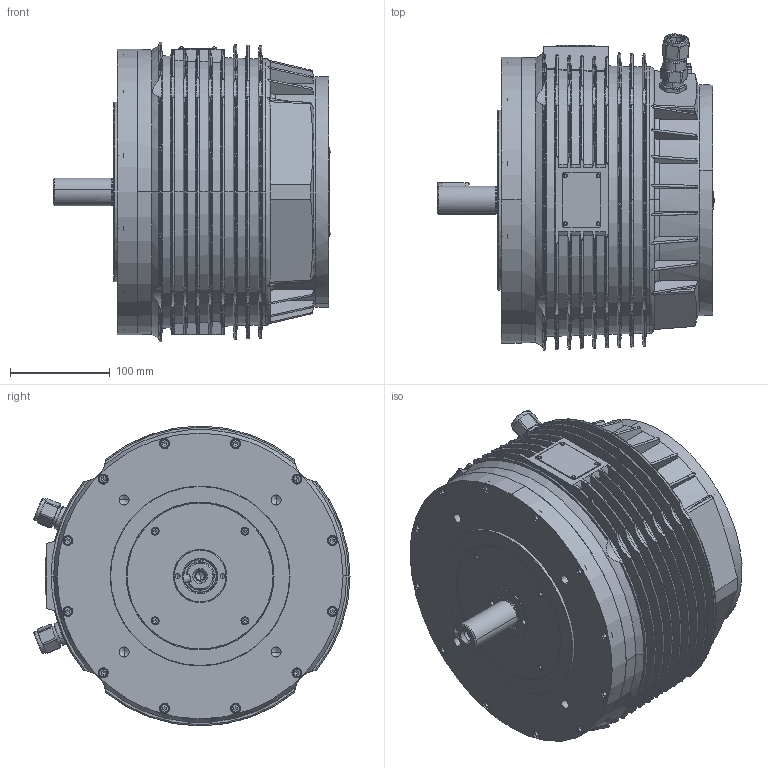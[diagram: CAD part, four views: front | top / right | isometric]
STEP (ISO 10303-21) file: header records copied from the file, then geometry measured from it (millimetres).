
FILE_DESCRIPTION((''),'2;1');
FILE_NAME('MA-55 EExd IIC Basic + Resolver.stp','2014-07-01T10:57:43',('arodrigo'),(''),'Autodesk Inventor 9','Autodesk Inventor 9','');
FILE_SCHEMA(('AUTOMOTIVE_DESIGN { 1 0 10303 214 1 1 1 1 }'));
Length unit declared in the file: millimetre
Products named in the file (1): Pieza1
Bounding box: 277.98 x 316.19 x 300 mm (x, y, z)
Volume: 10415707.5 mm3; surface area: 742994.3 mm2
Topology: 1 solids, 43 shells, 1510 faces, 4013 edges, 2632 vertices
Faces by surface type: plane 489, cylinder 329, bspline 280, cone 210, torus 196, sphere 6
Entity records: 54477 total; most frequent: CARTESIAN_POINT 18869, ORIENTED_EDGE 7870, DIRECTION 7034, EDGE_CURVE 3935, AXIS2_PLACEMENT_3D 2815, VERTEX_POINT 2632, EDGE_LOOP 1737, CIRCLE 1564
